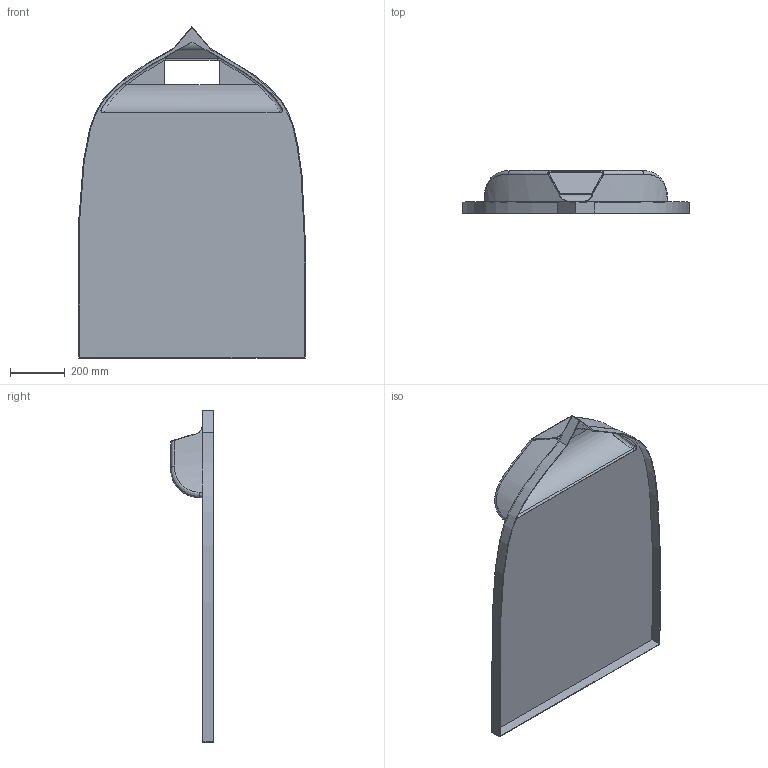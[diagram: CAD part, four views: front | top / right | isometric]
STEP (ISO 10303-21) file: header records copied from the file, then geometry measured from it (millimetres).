
FILE_DESCRIPTION (( 'STEP AP203' ), '1' );
FILE_NAME ('ShoeBoxTop.STEP', '2015-03-02T15:56:27', ( '' ), ( '' ), 'SwSTEP 2.0', 'SolidWorks 2014', '' );
FILE_SCHEMA (( 'CONFIG_CONTROL_DESIGN' ));
Length unit declared in the file: millimetre
Products named in the file (1): ShoeBoxTop
Bounding box: 826.27 x 155.57 x 1210.07 mm (x, y, z)
Volume: 3431913 mm3; surface area: 2187160.6 mm2
Topology: 1 solids, 1 shells, 61 faces, 152 edges, 94 vertices
Faces by surface type: plane 27, bspline 24, cylinder 10
Entity records: 5984 total; most frequent: CARTESIAN_POINT 4665, ORIENTED_EDGE 304, DIRECTION 180, EDGE_CURVE 152, VERTEX_POINT 94, B_SPLINE_CURVE_WITH_KNOTS 68, VECTOR 64, EDGE_LOOP 64
